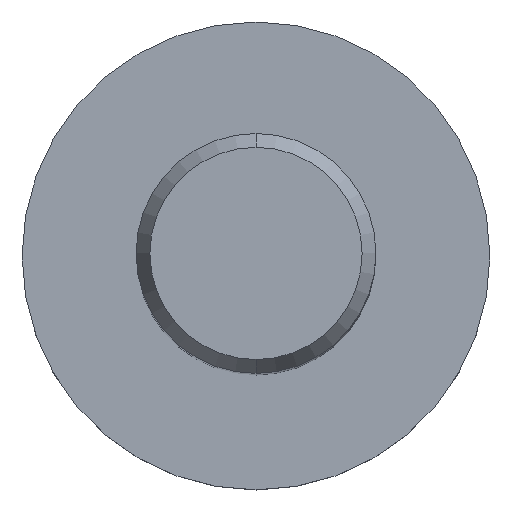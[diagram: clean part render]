
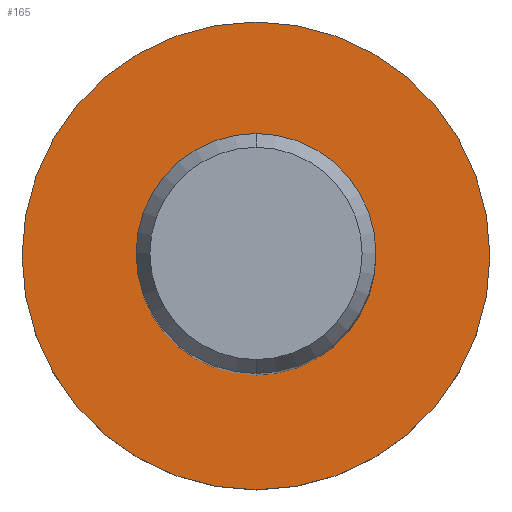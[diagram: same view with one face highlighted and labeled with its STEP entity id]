
A CAD part, top view. The second image highlights one B-rep face of the part: STEP entity #165.
In plain terms, the highlighted planar face has unit normal (0, 0, 1).
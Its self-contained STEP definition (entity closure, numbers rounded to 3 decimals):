
#131=VERTEX_POINT('',#320);
#133=EDGE_CURVE('',#193,#267,#322,.T.);
#161=EDGE_CURVE('',#267,#193,#358,.T.);
#165=ADVANCED_FACE('',(#362,#363),#364,.T.);
#167=EDGE_CURVE('',#131,#221,#366,.T.);
#191=EDGE_CURVE('',#221,#131,#392,.T.);
#193=VERTEX_POINT('',#394);
#221=VERTEX_POINT('',#423);
#267=VERTEX_POINT('',#475);
#320=CARTESIAN_POINT('',(0.0,4.388,-60.0));
#322=CIRCLE('',#533,9.75);
#358=CIRCLE('',#574,9.75);
#362=FACE_OUTER_BOUND('',#579,.T.);
#363=FACE_BOUND('',#580,.T.);
#364=PLANE('',#581);
#366=CIRCLE('',#584,4.388);
#392=CIRCLE('',#616,4.388);
#394=CARTESIAN_POINT('',(0.,-9.75,-60.0));
#423=CARTESIAN_POINT('',(0.,-4.388,-60.0));
#475=CARTESIAN_POINT('',(0.0,9.75,-60.0));
#533=AXIS2_PLACEMENT_3D('',#763,#764,#765);
#574=AXIS2_PLACEMENT_3D('',#829,#830,#831);
#579=EDGE_LOOP('',(#836,#837));
#580=EDGE_LOOP('',(#838,#839));
#581=AXIS2_PLACEMENT_3D('',#840,#841,#842);
#584=AXIS2_PLACEMENT_3D('',#843,#844,#845);
#616=AXIS2_PLACEMENT_3D('',#877,#878,#879);
#763=CARTESIAN_POINT('',(0.0,0.0,-60.0));
#764=DIRECTION('',(0.0,0.0,-1.0));
#765=DIRECTION('',(0.0,1.0,0.0));
#829=CARTESIAN_POINT('',(0.0,0.0,-60.0));
#830=DIRECTION('',(0.0,0.0,-1.0));
#831=DIRECTION('',(0.0,1.0,0.0));
#836=ORIENTED_EDGE('',*,*,#161,.F.);
#837=ORIENTED_EDGE('',*,*,#133,.F.);
#838=ORIENTED_EDGE('',*,*,#167,.T.);
#839=ORIENTED_EDGE('',*,*,#191,.T.);
#840=CARTESIAN_POINT('',(0.0,7.069,-60.0));
#841=DIRECTION('',(-0.0,0.0,1.0));
#842=DIRECTION('',(0.0,-1.0,0.0));
#843=CARTESIAN_POINT('',(0.0,0.0,-60.0));
#844=DIRECTION('',(0.0,0.0,-1.0));
#845=DIRECTION('',(0.0,1.0,0.0));
#877=CARTESIAN_POINT('',(0.0,0.0,-60.0));
#878=DIRECTION('',(0.0,0.0,-1.0));
#879=DIRECTION('',(0.0,1.0,0.0));
